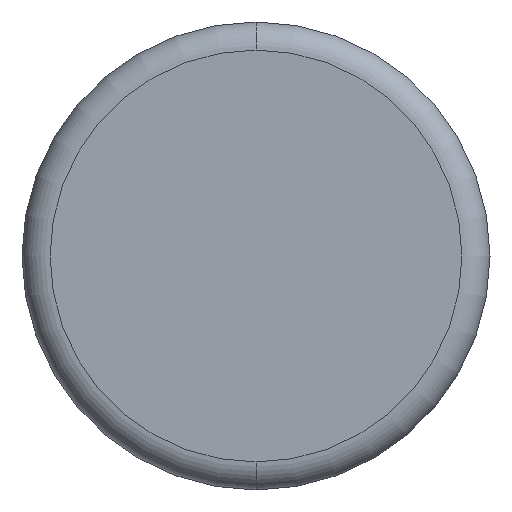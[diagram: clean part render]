
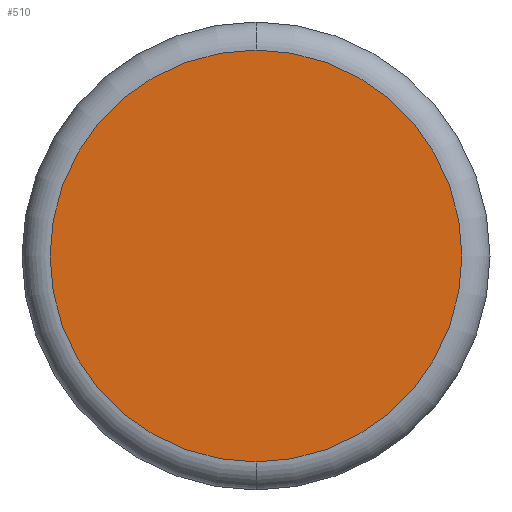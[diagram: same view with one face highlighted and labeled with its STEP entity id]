
A CAD part, front view. The second image highlights one B-rep face of the part: STEP entity #510.
In plain terms, the highlighted planar face has unit normal (0, -1, 0).
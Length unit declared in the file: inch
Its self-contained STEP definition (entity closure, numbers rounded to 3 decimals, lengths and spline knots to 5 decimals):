
#9 = CARTESIAN_POINT ( 'NONE',  ( 0., 0., -0.22 ) ) ;
#78 = DIRECTION ( 'NONE',  ( 0., -1., 0. ) ) ;
#82 = CIRCLE ( 'NONE', #215, 0.22 ) ;
#108 = DIRECTION ( 'NONE',  ( 0., 0., -1. ) ) ;
#109 = FACE_OUTER_BOUND ( 'NONE', #420, .T. ) ;
#166 = DIRECTION ( 'NONE',  ( 0., 0., -1. ) ) ;
#194 = CARTESIAN_POINT ( 'NONE',  ( 0., 0., 0.22 ) ) ;
#195 = DIRECTION ( 'NONE',  ( 0., -1., 0. ) ) ;
#200 = EDGE_CURVE ( 'NONE', #468, #392, #82, .T. ) ;
#203 = AXIS2_PLACEMENT_3D ( 'NONE', #416, #195, #538 ) ;
#215 = AXIS2_PLACEMENT_3D ( 'NONE', #455, #78, #108 ) ;
#385 = ORIENTED_EDGE ( 'NONE', *, *, #497, .T. ) ;
#392 = VERTEX_POINT ( 'NONE', #194 ) ;
#403 = AXIS2_PLACEMENT_3D ( 'NONE', #423, #549, #166 ) ;
#416 = CARTESIAN_POINT ( 'NONE',  ( 0., 0., 0. ) ) ;
#420 = EDGE_LOOP ( 'NONE', ( #439, #385 ) ) ;
#423 = CARTESIAN_POINT ( 'NONE',  ( 0., 0., 0. ) ) ;
#430 = PLANE ( 'NONE',  #403 ) ;
#439 = ORIENTED_EDGE ( 'NONE', *, *, #200, .T. ) ;
#443 = CIRCLE ( 'NONE', #203, 0.22 ) ;
#455 = CARTESIAN_POINT ( 'NONE',  ( 0., 0., 0. ) ) ;
#468 = VERTEX_POINT ( 'NONE', #9 ) ;
#497 = EDGE_CURVE ( 'NONE', #392, #468, #443, .T. ) ;
#510 = ADVANCED_FACE ( 'NONE', ( #109 ), #430, .T. ) ;
#538 = DIRECTION ( 'NONE',  ( 0., 0., -1. ) ) ;
#549 = DIRECTION ( 'NONE',  ( 0., -1., 0. ) ) ;
